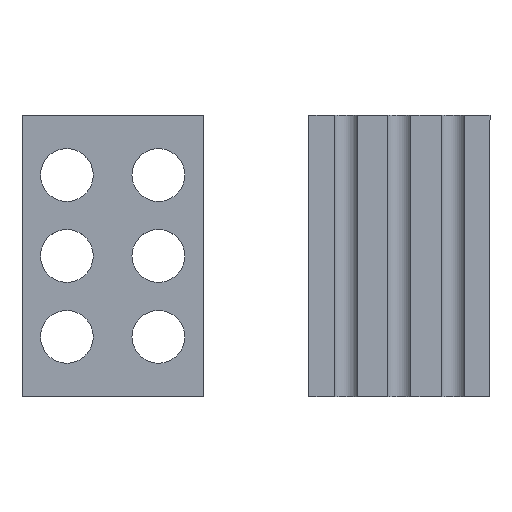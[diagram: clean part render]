
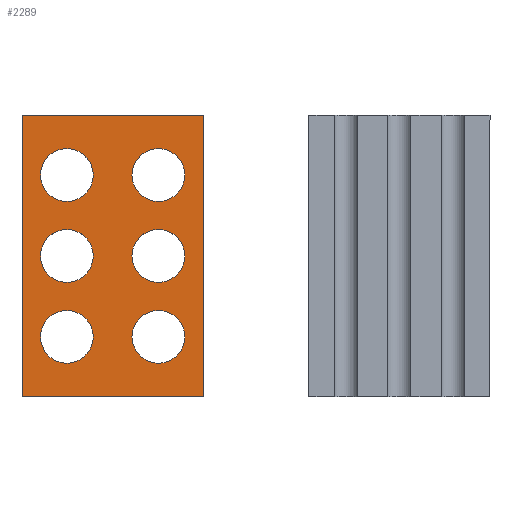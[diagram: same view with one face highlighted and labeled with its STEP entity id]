
A CAD part, top view. The second image highlights one B-rep face of the part: STEP entity #2289.
In plain terms, the highlighted planar face has unit normal (0, 0, 1).
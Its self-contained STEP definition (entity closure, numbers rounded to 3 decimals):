
#1836=CARTESIAN_POINT('',(323.435,529.662,9.0));
#1837=VERTEX_POINT('',#1836);
#1838=CARTESIAN_POINT('',(323.435,544.662,9.));
#1839=DIRECTION('',(0.,0.,-1.0));
#1840=DIRECTION('',(0.581,-0.814,0.));
#1841=AXIS2_PLACEMENT_3D('',#1838,#1839,#1840);
#1842=CIRCLE('',#1841,15.);
#1843=EDGE_CURVE('',#1837,#1837,#1842,.T.);
#1864=CARTESIAN_POINT('',(375.435,483.662,9.0));
#1865=VERTEX_POINT('',#1864);
#1866=CARTESIAN_POINT('',(375.435,498.662,9.));
#1867=DIRECTION('',(0.,0.,-1.0));
#1868=DIRECTION('',(0.581,-0.814,0.));
#1869=AXIS2_PLACEMENT_3D('',#1866,#1867,#1868);
#1870=CIRCLE('',#1869,15.);
#1871=EDGE_CURVE('',#1865,#1865,#1870,.T.);
#1892=CARTESIAN_POINT('',(375.435,575.662,9.0));
#1893=VERTEX_POINT('',#1892);
#1894=CARTESIAN_POINT('',(375.435,590.662,9.));
#1895=DIRECTION('',(0.,0.,-1.0));
#1896=DIRECTION('',(0.581,-0.814,0.));
#1897=AXIS2_PLACEMENT_3D('',#1894,#1895,#1896);
#1898=CIRCLE('',#1897,15.);
#1899=EDGE_CURVE('',#1893,#1893,#1898,.T.);
#1920=CARTESIAN_POINT('',(375.435,529.662,9.0));
#1921=VERTEX_POINT('',#1920);
#1922=CARTESIAN_POINT('',(375.435,544.662,9.));
#1923=DIRECTION('',(0.,0.,-1.0));
#1924=DIRECTION('',(0.581,-0.814,0.));
#1925=AXIS2_PLACEMENT_3D('',#1922,#1923,#1924);
#1926=CIRCLE('',#1925,15.);
#1927=EDGE_CURVE('',#1921,#1921,#1926,.T.);
#1948=CARTESIAN_POINT('',(323.435,483.662,9.0));
#1949=VERTEX_POINT('',#1948);
#1950=CARTESIAN_POINT('',(323.435,498.662,9.));
#1951=DIRECTION('',(0.,0.,-1.0));
#1952=DIRECTION('',(0.581,-0.814,0.));
#1953=AXIS2_PLACEMENT_3D('',#1950,#1951,#1952);
#1954=CIRCLE('',#1953,15.);
#1955=EDGE_CURVE('',#1949,#1949,#1954,.T.);
#1976=CARTESIAN_POINT('',(323.435,575.662,9.0));
#1977=VERTEX_POINT('',#1976);
#1978=CARTESIAN_POINT('',(323.435,590.662,9.));
#1979=DIRECTION('',(0.,0.,-1.0));
#1980=DIRECTION('',(0.581,-0.814,0.));
#1981=AXIS2_PLACEMENT_3D('',#1978,#1979,#1980);
#1982=CIRCLE('',#1981,15.);
#1983=EDGE_CURVE('',#1977,#1977,#1982,.T.);
#2151=CARTESIAN_POINT('',(297.935,624.662,9.0));
#2152=VERTEX_POINT('',#2151);
#2159=CARTESIAN_POINT('',(400.935,624.662,9.0));
#2160=VERTEX_POINT('',#2159);
#2161=CARTESIAN_POINT('',(400.935,624.662,9.0));
#2162=DIRECTION('',(-1.0,0.0,0.0));
#2163=VECTOR('',#2162,103.0);
#2164=LINE('',#2161,#2163);
#2165=EDGE_CURVE('',#2160,#2152,#2164,.T.);
#2190=CARTESIAN_POINT('',(400.935,464.662,9.0));
#2191=VERTEX_POINT('',#2190);
#2192=CARTESIAN_POINT('',(400.935,464.662,9.0));
#2193=DIRECTION('',(0.0,1.0,0.0));
#2194=VECTOR('',#2193,160.0);
#2195=LINE('',#2192,#2194);
#2196=EDGE_CURVE('',#2191,#2160,#2195,.T.);
#2221=CARTESIAN_POINT('',(297.935,464.662,9.0));
#2222=VERTEX_POINT('',#2221);
#2223=CARTESIAN_POINT('',(297.935,464.662,9.0));
#2224=DIRECTION('',(1.0,0.0,0.0));
#2225=VECTOR('',#2224,103.0);
#2226=LINE('',#2223,#2225);
#2227=EDGE_CURVE('',#2222,#2191,#2226,.T.);
#2250=CARTESIAN_POINT('',(297.935,624.662,9.0));
#2251=DIRECTION('',(0.0,-1.0,0.0));
#2252=VECTOR('',#2251,160.0);
#2253=LINE('',#2250,#2252);
#2254=EDGE_CURVE('',#2152,#2222,#2253,.T.);
#2260=CARTESIAN_POINT('',(297.934,544.662,9.0));
#2261=DIRECTION('',(0.0,0.0,1.0));
#2262=DIRECTION('',(1.0,0.0,0.0));
#2263=AXIS2_PLACEMENT_3D('',#2260,#2261,#2262);
#2264=PLANE('',#2263);
#2265=ORIENTED_EDGE('',*,*,#2254,.T.);
#2266=ORIENTED_EDGE('',*,*,#2227,.T.);
#2267=ORIENTED_EDGE('',*,*,#2196,.T.);
#2268=ORIENTED_EDGE('',*,*,#2165,.T.);
#2269=EDGE_LOOP('',(#2265,#2266,#2267,#2268));
#2270=FACE_OUTER_BOUND('',#2269,.T.);
#2271=ORIENTED_EDGE('',*,*,#1843,.T.);
#2272=EDGE_LOOP('',(#2271));
#2273=FACE_BOUND('',#2272,.T.);
#2274=ORIENTED_EDGE('',*,*,#1871,.T.);
#2275=EDGE_LOOP('',(#2274));
#2276=FACE_BOUND('',#2275,.T.);
#2277=ORIENTED_EDGE('',*,*,#1899,.T.);
#2278=EDGE_LOOP('',(#2277));
#2279=FACE_BOUND('',#2278,.T.);
#2280=ORIENTED_EDGE('',*,*,#1927,.T.);
#2281=EDGE_LOOP('',(#2280));
#2282=FACE_BOUND('',#2281,.T.);
#2283=ORIENTED_EDGE('',*,*,#1955,.T.);
#2284=EDGE_LOOP('',(#2283));
#2285=FACE_BOUND('',#2284,.T.);
#2286=ORIENTED_EDGE('',*,*,#1983,.T.);
#2287=EDGE_LOOP('',(#2286));
#2288=FACE_BOUND('',#2287,.T.);
#2289=ADVANCED_FACE('',(#2270,#2273,#2276,#2279,#2282,#2285,#2288),#2264,.T.);
